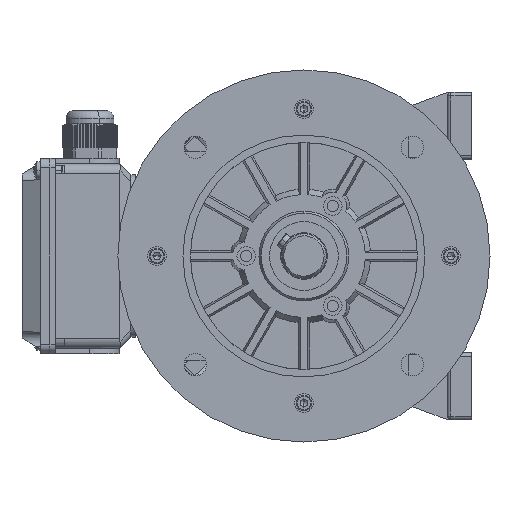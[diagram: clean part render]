
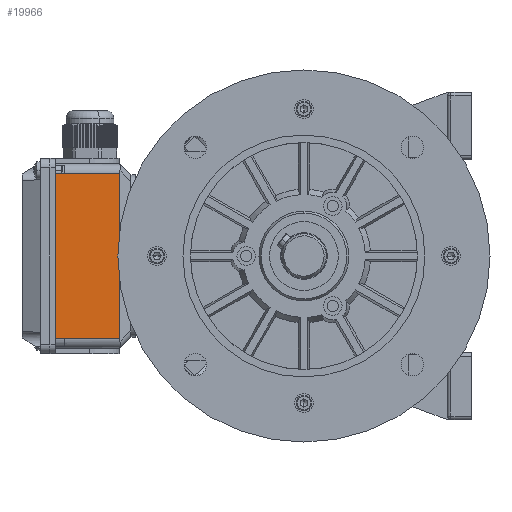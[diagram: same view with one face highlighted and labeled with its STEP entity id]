
A CAD part, left-side view. The second image highlights one B-rep face of the part: STEP entity #19966.
In plain terms, the highlighted face is planar.
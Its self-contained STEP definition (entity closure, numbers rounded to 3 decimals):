
#1331 = VECTOR ( 'NONE', #89432, 1000. ) ;
#5703 = LINE ( 'NONE', #101389, #23354 ) ;
#6894 = LINE ( 'NONE', #114936, #93836 ) ;
#7070 = EDGE_CURVE ( 'NONE', #103779, #50793, #5703, .T. ) ;
#18374 = DIRECTION ( 'NONE',  ( 0., 0., -1. ) ) ;
#19966 = ADVANCED_FACE ( 'NONE', ( #86420 ), #55414, .F. ) ;
#21654 = ORIENTED_EDGE ( 'NONE', *, *, #7070, .T. ) ;
#23354 = VECTOR ( 'NONE', #89112, 1000. ) ;
#29070 = EDGE_CURVE ( 'NONE', #40472, #50324, #6894, .T. ) ;
#30737 = DIRECTION ( 'NONE',  ( 0., -1., 0. ) ) ;
#31614 = ORIENTED_EDGE ( 'NONE', *, *, #84541, .T. ) ;
#37584 = EDGE_CURVE ( 'NONE', #50793, #50324, #114038, .T. ) ;
#40472 = VERTEX_POINT ( 'NONE', #100747 ) ;
#43076 = CARTESIAN_POINT ( 'NONE',  ( -52.5, 68., 39.5 ) ) ;
#50289 = ORIENTED_EDGE ( 'NONE', *, *, #37584, .T. ) ;
#50324 = VERTEX_POINT ( 'NONE', #65092 ) ;
#50793 = VERTEX_POINT ( 'NONE', #66925 ) ;
#55414 = PLANE ( 'NONE',  #108146 ) ;
#56427 = CARTESIAN_POINT ( 'NONE',  ( -44.5, 68., 39.5 ) ) ;
#65092 = CARTESIAN_POINT ( 'NONE',  ( 44.5, 68., 5. ) ) ;
#66925 = CARTESIAN_POINT ( 'NONE',  ( 44.5, 68., 39.5 ) ) ;
#68342 = EDGE_LOOP ( 'NONE', ( #21654, #50289, #100189, #31614 ) ) ;
#84541 = EDGE_CURVE ( 'NONE', #40472, #103779, #117115, .T. ) ;
#86420 = FACE_OUTER_BOUND ( 'NONE', #68342, .T. ) ;
#89112 = DIRECTION ( 'NONE',  ( 1., 0., 0. ) ) ;
#89432 = DIRECTION ( 'NONE',  ( 0., 0., -1. ) ) ;
#92490 = DIRECTION ( 'NONE',  ( 0., 0., 1. ) ) ;
#92674 = VECTOR ( 'NONE', #92490, 1000. ) ;
#93836 = VECTOR ( 'NONE', #102623, 1000. ) ;
#100189 = ORIENTED_EDGE ( 'NONE', *, *, #29070, .F. ) ;
#100747 = CARTESIAN_POINT ( 'NONE',  ( -44.5, 68., 5. ) ) ;
#101389 = CARTESIAN_POINT ( 'NONE',  ( -52.5, 68., 39.5 ) ) ;
#101722 = CARTESIAN_POINT ( 'NONE',  ( 44.5, 68., 39.5 ) ) ;
#102623 = DIRECTION ( 'NONE',  ( 1., 0., 0. ) ) ;
#103779 = VERTEX_POINT ( 'NONE', #56427 ) ;
#104799 = CARTESIAN_POINT ( 'NONE',  ( -44.5, 68., 39.5 ) ) ;
#108146 = AXIS2_PLACEMENT_3D ( 'NONE', #43076, #30737, #18374 ) ;
#114038 = LINE ( 'NONE', #101722, #1331 ) ;
#114936 = CARTESIAN_POINT ( 'NONE',  ( -52.5, 68., 5. ) ) ;
#117115 = LINE ( 'NONE', #104799, #92674 ) ;
